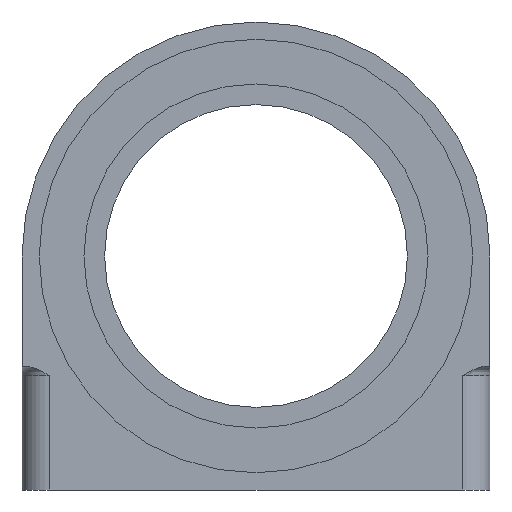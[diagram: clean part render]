
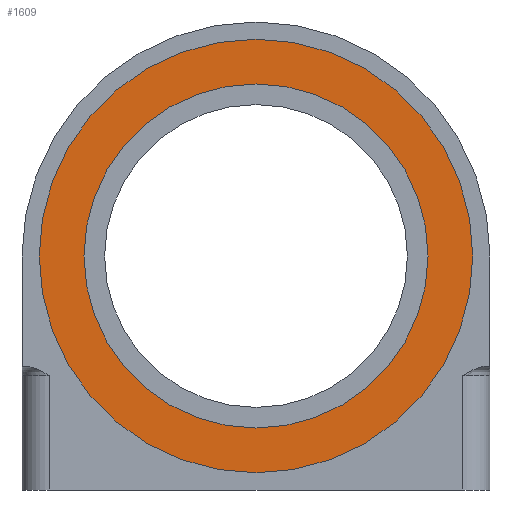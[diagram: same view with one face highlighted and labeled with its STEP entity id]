
A CAD part, left-side view. The second image highlights one B-rep face of the part: STEP entity #1609.
In plain terms, the highlighted planar face has unit normal (-1, 0, 0).
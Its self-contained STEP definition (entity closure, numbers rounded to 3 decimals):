
#80 = EDGE_CURVE ( 'NONE', #1712, #476, #481, .T. ) ;
#120 = CARTESIAN_POINT ( 'NONE',  ( 1.2, 0., 0. ) ) ;
#121 = EDGE_LOOP ( 'NONE', ( #1497, #1227 ) ) ;
#135 = AXIS2_PLACEMENT_3D ( 'NONE', #1295, #348, #633 ) ;
#161 = AXIS2_PLACEMENT_3D ( 'NONE', #432, #1483, #849 ) ;
#237 = VERTEX_POINT ( 'NONE', #1293 ) ;
#339 = AXIS2_PLACEMENT_3D ( 'NONE', #613, #1552, #347 ) ;
#347 = DIRECTION ( 'NONE',  ( 0., 0., 1. ) ) ;
#348 = DIRECTION ( 'NONE',  ( -1., 0., 0. ) ) ;
#432 = CARTESIAN_POINT ( 'NONE',  ( 1.2, 0., 0. ) ) ;
#476 = VERTEX_POINT ( 'NONE', #1173 ) ;
#481 = CIRCLE ( 'NONE', #161, 15.75 ) ;
#546 = EDGE_LOOP ( 'NONE', ( #1480, #1118 ) ) ;
#613 = CARTESIAN_POINT ( 'NONE',  ( 1.2, 0., 0. ) ) ;
#623 = FACE_BOUND ( 'NONE', #546, .T. ) ;
#629 = AXIS2_PLACEMENT_3D ( 'NONE', #955, #1222, #1381 ) ;
#633 = DIRECTION ( 'NONE',  ( 0., 0., 1. ) ) ;
#646 = EDGE_CURVE ( 'NONE', #1431, #237, #1354, .T. ) ;
#772 = EDGE_CURVE ( 'NONE', #476, #1712, #1385, .T. ) ;
#849 = DIRECTION ( 'NONE',  ( 0., 0., 1. ) ) ;
#930 = CIRCLE ( 'NONE', #339, 12.5 ) ;
#955 = CARTESIAN_POINT ( 'NONE',  ( 1.2, 0., 0. ) ) ;
#973 = CARTESIAN_POINT ( 'NONE',  ( 1.2, 0., 12.5 ) ) ;
#1118 = ORIENTED_EDGE ( 'NONE', *, *, #1297, .F. ) ;
#1173 = CARTESIAN_POINT ( 'NONE',  ( 1.2, 0., 15.75 ) ) ;
#1188 = AXIS2_PLACEMENT_3D ( 'NONE', #120, #1203, #1728 ) ;
#1200 = CARTESIAN_POINT ( 'NONE',  ( 1.2, 0., -15.75 ) ) ;
#1203 = DIRECTION ( 'NONE',  ( -1., 0., 0. ) ) ;
#1222 = DIRECTION ( 'NONE',  ( -1., 0., 0. ) ) ;
#1227 = ORIENTED_EDGE ( 'NONE', *, *, #80, .T. ) ;
#1269 = PLANE ( 'NONE',  #135 ) ;
#1293 = CARTESIAN_POINT ( 'NONE',  ( 1.2, 0., -12.5 ) ) ;
#1295 = CARTESIAN_POINT ( 'NONE',  ( 1.2, 0., 0. ) ) ;
#1297 = EDGE_CURVE ( 'NONE', #237, #1431, #930, .T. ) ;
#1303 = FACE_OUTER_BOUND ( 'NONE', #121, .T. ) ;
#1354 = CIRCLE ( 'NONE', #1188, 12.5 ) ;
#1381 = DIRECTION ( 'NONE',  ( 0., 0., 1. ) ) ;
#1385 = CIRCLE ( 'NONE', #629, 15.75 ) ;
#1431 = VERTEX_POINT ( 'NONE', #973 ) ;
#1480 = ORIENTED_EDGE ( 'NONE', *, *, #646, .F. ) ;
#1483 = DIRECTION ( 'NONE',  ( -1., 0., 0. ) ) ;
#1497 = ORIENTED_EDGE ( 'NONE', *, *, #772, .T. ) ;
#1552 = DIRECTION ( 'NONE',  ( -1., 0., 0. ) ) ;
#1609 = ADVANCED_FACE ( 'NONE', ( #623, #1303 ), #1269, .T. ) ;
#1712 = VERTEX_POINT ( 'NONE', #1200 ) ;
#1728 = DIRECTION ( 'NONE',  ( 0., 0., 1. ) ) ;
